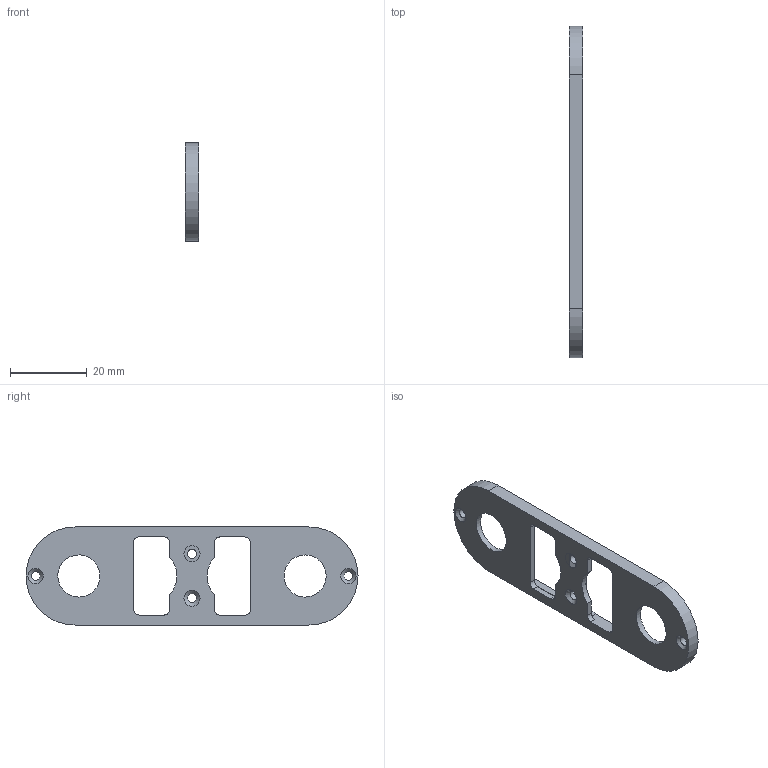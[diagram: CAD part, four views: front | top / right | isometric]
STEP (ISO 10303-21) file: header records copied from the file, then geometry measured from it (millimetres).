
FILE_DESCRIPTION(/* description */ (''),/* implementation_level */ '2;1');
FILE_NAME(/* name */ 'LegUpper_Cover.step',/* time_stamp */ '2020-04-29T17:29:41+09:00',/* author */ (''),/* organization */ (''),/* preprocessor_version */ 'ST-DEVELOPER v18.1',/* originating_system */ 'Autodesk Translation Framework v9.2.0.1227',/* authorisation */ '');
FILE_SCHEMA (('AUTOMOTIVE_DESIGN { 1 0 10303 214 3 1 1 }'));
Length unit declared in the file: millimetre
Products named in the file (1): LegUpper_Cover
Bounding box: 3.6 x 86.6 x 25.6 mm (x, y, z)
Volume: 3387.9 mm3; surface area: 4445.5 mm2
Topology: 1 solids, 1 shells, 60 faces, 170 edges, 112 vertices
Faces by surface type: cylinder 34, plane 22, cone 4
Full cylindrical faces by diameter (mm): 2.4 x4, 4 x2, 4.2 x2, 11 x2
Entity records: 2046 total; most frequent: DIRECTION 364, CARTESIAN_POINT 343, ORIENTED_EDGE 340, EDGE_CURVE 170, AXIS2_PLACEMENT_3D 133, VERTEX_POINT 112, LINE 98, VECTOR 98
